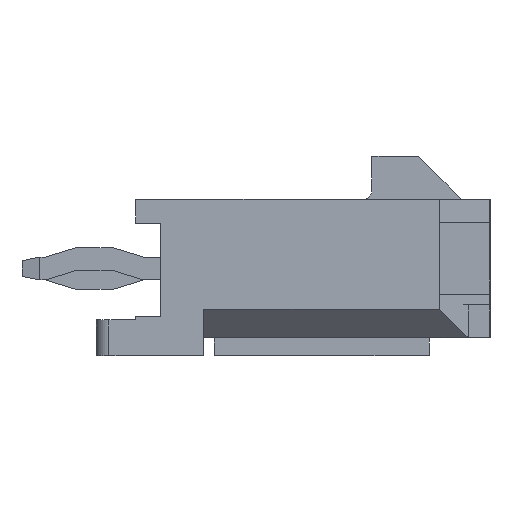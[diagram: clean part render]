
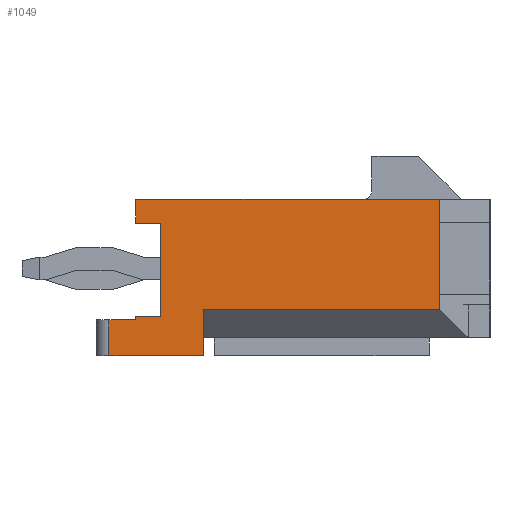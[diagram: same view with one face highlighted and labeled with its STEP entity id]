
A CAD part, left-side view. The second image highlights one B-rep face of the part: STEP entity #1049.
In plain terms, the highlighted planar face has unit normal (-1, 0, 0).
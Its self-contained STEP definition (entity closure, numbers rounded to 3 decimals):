
#1049 = ADVANCED_FACE( '', ( #2104 ), #2105, .T. );
#2104 = FACE_OUTER_BOUND( '', #3185, .T. );
#2105 = PLANE( '', #3186 );
#3185 = EDGE_LOOP( '', ( #6121, #6122, #6123, #6124, #6125, #6126, #6127, #6128, #6129, #6130, #6131, #6132, #6133, #6134 ) );
#3186 = AXIS2_PLACEMENT_3D( '', #6135, #6136, #6137 );
#6121 = ORIENTED_EDGE( '', *, *, #8016, .F. );
#6122 = ORIENTED_EDGE( '', *, *, #7315, .T. );
#6123 = ORIENTED_EDGE( '', *, *, #7692, .F. );
#6124 = ORIENTED_EDGE( '', *, *, #7114, .F. );
#6125 = ORIENTED_EDGE( '', *, *, #7345, .F. );
#6126 = ORIENTED_EDGE( '', *, *, #7486, .T. );
#6127 = ORIENTED_EDGE( '', *, *, #7144, .T. );
#6128 = ORIENTED_EDGE( '', *, *, #7299, .T. );
#6129 = ORIENTED_EDGE( '', *, *, #7945, .T. );
#6130 = ORIENTED_EDGE( '', *, *, #7048, .T. );
#6131 = ORIENTED_EDGE( '', *, *, #7419, .T. );
#6132 = ORIENTED_EDGE( '', *, *, #7959, .T. );
#6133 = ORIENTED_EDGE( '', *, *, #7967, .T. );
#6134 = ORIENTED_EDGE( '', *, *, #7888, .T. );
#6135 = CARTESIAN_POINT( '', ( -16.825, 0., 0. ) );
#6136 = DIRECTION( '', ( -1., 0., 0. ) );
#6137 = DIRECTION( '', ( 0., 0., 1. ) );
#7048 = EDGE_CURVE( '', #8600, #8602, #8604, .T. );
#7114 = EDGE_CURVE( '', #8715, #8717, #8718, .T. );
#7144 = EDGE_CURVE( '', #8767, #8765, #8768, .T. );
#7299 = EDGE_CURVE( '', #8765, #9021, #9023, .T. );
#7315 = EDGE_CURVE( '', #9042, #9046, #9048, .T. );
#7345 = EDGE_CURVE( '', #9094, #8715, #9095, .T. );
#7419 = EDGE_CURVE( '', #8602, #9216, #9218, .T. );
#7486 = EDGE_CURVE( '', #9094, #8767, #9323, .T. );
#7692 = EDGE_CURVE( '', #8717, #9046, #9601, .T. );
#7888 = EDGE_CURVE( '', #9849, #9847, #9850, .T. );
#7945 = EDGE_CURVE( '', #9021, #8600, #9914, .T. );
#7959 = EDGE_CURVE( '', #9216, #9927, #9929, .T. );
#7967 = EDGE_CURVE( '', #9927, #9849, #9937, .T. );
#8016 = EDGE_CURVE( '', #9042, #9847, #9991, .T. );
#8600 = VERTEX_POINT( '', #10806 );
#8602 = VERTEX_POINT( '', #10809 );
#8604 = LINE( '', #10812, #10813 );
#8715 = VERTEX_POINT( '', #10976 );
#8717 = VERTEX_POINT( '', #10979 );
#8718 = LINE( '', #10980, #10981 );
#8765 = VERTEX_POINT( '', #11050 );
#8767 = VERTEX_POINT( '', #11053 );
#8768 = LINE( '', #11054, #11055 );
#9021 = VERTEX_POINT( '', #11434 );
#9023 = LINE( '', #11437, #11438 );
#9042 = VERTEX_POINT( '', #11465 );
#9046 = VERTEX_POINT( '', #11471 );
#9048 = LINE( '', #11474, #11475 );
#9094 = VERTEX_POINT( '', #11543 );
#9095 = LINE( '', #11544, #11545 );
#9216 = VERTEX_POINT( '', #11734 );
#9218 = LINE( '', #11737, #11738 );
#9323 = LINE( '', #11902, #11903 );
#9601 = LINE( '', #12332, #12333 );
#9847 = VERTEX_POINT( '', #12714 );
#9849 = VERTEX_POINT( '', #12717 );
#9850 = LINE( '', #12718, #12719 );
#9914 = LINE( '', #12813, #12814 );
#9927 = VERTEX_POINT( '', #12833 );
#9929 = LINE( '', #12835, #12836 );
#9937 = LINE( '', #12847, #12848 );
#9991 = LINE( '', #12926, #12927 );
#10806 = CARTESIAN_POINT( '', ( -16.825, 4.25, -1.085 ) );
#10809 = CARTESIAN_POINT( '', ( -16.825, 4.95, -1.085 ) );
#10812 = CARTESIAN_POINT( '', ( -16.825, 0., -1.085 ) );
#10813 = VECTOR( '', #13279, 1000. );
#10976 = CARTESIAN_POINT( '', ( -16.825, -3.536, 1.535 ) );
#10979 = CARTESIAN_POINT( '', ( -16.825, -3.536, -0.465 ) );
#10980 = CARTESIAN_POINT( '', ( -16.825, -3.536, 1.535 ) );
#10981 = VECTOR( '', #13333, 1000. );
#11050 = CARTESIAN_POINT( '', ( -16.825, 4.95, 1.515 ) );
#11053 = CARTESIAN_POINT( '', ( -16.825, 4.95, 2.185 ) );
#11054 = CARTESIAN_POINT( '', ( -16.825, 4.95, 2.185 ) );
#11055 = VECTOR( '', #13357, 1000. );
#11434 = CARTESIAN_POINT( '', ( -16.825, 4.25, 1.515 ) );
#11437 = CARTESIAN_POINT( '', ( -16.825, 0., 1.515 ) );
#11438 = VECTOR( '', #13491, 1000. );
#11465 = CARTESIAN_POINT( '', ( -16.825, 3.05, -0.885 ) );
#11471 = CARTESIAN_POINT( '', ( -16.825, -3.536, -0.885 ) );
#11474 = CARTESIAN_POINT( '', ( -16.825, 0., -0.885 ) );
#11475 = VECTOR( '', #13503, 1000. );
#11543 = CARTESIAN_POINT( '', ( -16.825, -3.536, 2.185 ) );
#11544 = CARTESIAN_POINT( '', ( -16.825, -3.536, 0. ) );
#11545 = VECTOR( '', #13526, 1000. );
#11734 = CARTESIAN_POINT( '', ( -16.825, 4.95, -1.185 ) );
#11737 = CARTESIAN_POINT( '', ( -16.825, 4.95, 2.185 ) );
#11738 = VECTOR( '', #13596, 1000. );
#11902 = CARTESIAN_POINT( '', ( -16.825, -4.95, 2.185 ) );
#11903 = VECTOR( '', #13656, 1000. );
#12332 = CARTESIAN_POINT( '', ( -16.825, -3.536, 0. ) );
#12333 = VECTOR( '', #13811, 1000. );
#12714 = CARTESIAN_POINT( '', ( -16.825, 3.05, -2.185 ) );
#12717 = CARTESIAN_POINT( '', ( -16.825, 5.7, -2.185 ) );
#12718 = CARTESIAN_POINT( '', ( -16.825, 4.95, -2.185 ) );
#12719 = VECTOR( '', #13948, 1000. );
#12813 = CARTESIAN_POINT( '', ( -16.825, 4.25, 0. ) );
#12814 = VECTOR( '', #13982, 1000. );
#12833 = CARTESIAN_POINT( '', ( -16.825, 5.7, -1.185 ) );
#12835 = CARTESIAN_POINT( '', ( -16.825, 4.95, -1.185 ) );
#12836 = VECTOR( '', #13992, 1000. );
#12847 = CARTESIAN_POINT( '', ( -16.825, 5.7, -1.185 ) );
#12848 = VECTOR( '', #13996, 1000. );
#12926 = CARTESIAN_POINT( '', ( -16.825, 3.05, -1.685 ) );
#12927 = VECTOR( '', #14024, 1000. );
#13279 = DIRECTION( '', ( 0., 1., 0. ) );
#13333 = DIRECTION( '', ( 0., 0., -1. ) );
#13357 = DIRECTION( '', ( 0., 0., -1. ) );
#13491 = DIRECTION( '', ( 0., -1., 0. ) );
#13503 = DIRECTION( '', ( 0., -1., 0. ) );
#13526 = DIRECTION( '', ( 0., 0., -1. ) );
#13596 = DIRECTION( '', ( 0., 0., -1. ) );
#13656 = DIRECTION( '', ( 0., 1., 0. ) );
#13811 = DIRECTION( '', ( 0., 0., -1. ) );
#13948 = DIRECTION( '', ( 0., -1., 0. ) );
#13982 = DIRECTION( '', ( 0., 0., -1. ) );
#13992 = DIRECTION( '', ( 0., 1., 0. ) );
#13996 = DIRECTION( '', ( 0., 0., -1. ) );
#14024 = DIRECTION( '', ( 0., 0., -1. ) );
